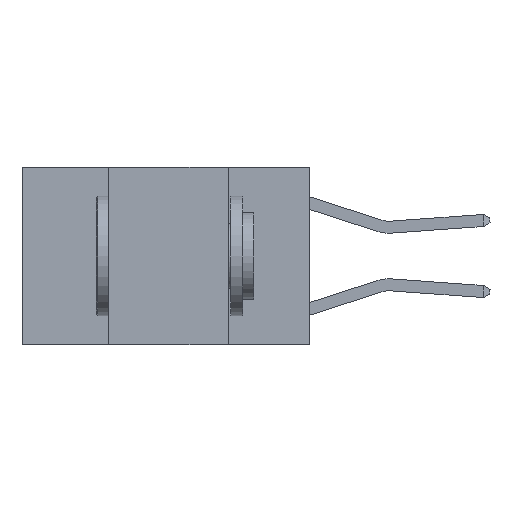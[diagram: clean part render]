
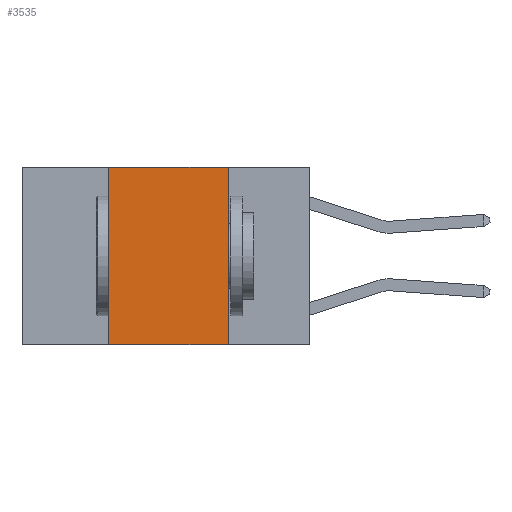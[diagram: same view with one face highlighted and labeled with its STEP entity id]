
A CAD part, left-side view. The second image highlights one B-rep face of the part: STEP entity #3535.
In plain terms, the highlighted planar face has unit normal (-1, 0, 0).
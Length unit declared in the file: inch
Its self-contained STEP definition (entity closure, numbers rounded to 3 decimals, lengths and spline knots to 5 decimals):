
#622 = EDGE_LOOP ( 'NONE', ( #4446, #4146, #4105, #2744 ) ) ;
#639 = DIRECTION ( 'NONE',  ( 0., -1., 0. ) ) ;
#1034 = PLANE ( 'NONE',  #4798 ) ;
#1469 = VERTEX_POINT ( 'NONE', #7991 ) ;
#1546 = LINE ( 'NONE', #2989, #7142 ) ;
#1676 = VECTOR ( 'NONE', #1815, 39.37008 ) ;
#1815 = DIRECTION ( 'NONE',  ( 0., -1., 0. ) ) ;
#1839 = CARTESIAN_POINT ( 'NONE',  ( 0., 0.6, 0. ) ) ;
#1852 = LINE ( 'NONE', #7122, #5514 ) ;
#1933 = LINE ( 'NONE', #2620, #1676 ) ;
#2390 = VECTOR ( 'NONE', #7499, 39.37008 ) ;
#2620 = CARTESIAN_POINT ( 'NONE',  ( 0., 0.6, -0.37 ) ) ;
#2744 = ORIENTED_EDGE ( 'NONE', *, *, #8248, .T. ) ;
#2989 = CARTESIAN_POINT ( 'NONE',  ( 0., 0.6, 0. ) ) ;
#3228 = CARTESIAN_POINT ( 'NONE',  ( 0., 0.17, 0. ) ) ;
#3379 = DIRECTION ( 'NONE',  ( 1., 0., 0. ) ) ;
#3473 = CARTESIAN_POINT ( 'NONE',  ( 0., 0.42, 0. ) ) ;
#3535 = ADVANCED_FACE ( 'NONE', ( #5666 ), #1034, .F. ) ;
#3625 = DIRECTION ( 'NONE',  ( 0., 0., 1. ) ) ;
#4105 = ORIENTED_EDGE ( 'NONE', *, *, #6267, .F. ) ;
#4146 = ORIENTED_EDGE ( 'NONE', *, *, #8522, .F. ) ;
#4382 = LINE ( 'NONE', #3228, #2390 ) ;
#4446 = ORIENTED_EDGE ( 'NONE', *, *, #4605, .F. ) ;
#4605 = EDGE_CURVE ( 'NONE', #1469, #5940, #4382, .T. ) ;
#4798 = AXIS2_PLACEMENT_3D ( 'NONE', #1839, #3379, #7642 ) ;
#5497 = VERTEX_POINT ( 'NONE', #3473 ) ;
#5514 = VECTOR ( 'NONE', #3625, 39.37008 ) ;
#5666 = FACE_OUTER_BOUND ( 'NONE', #622, .T. ) ;
#5940 = VERTEX_POINT ( 'NONE', #8188 ) ;
#6267 = EDGE_CURVE ( 'NONE', #9190, #5497, #1852, .T. ) ;
#7122 = CARTESIAN_POINT ( 'NONE',  ( 0., 0.42, 0. ) ) ;
#7142 = VECTOR ( 'NONE', #639, 39.37008 ) ;
#7499 = DIRECTION ( 'NONE',  ( 0., 0., -1. ) ) ;
#7642 = DIRECTION ( 'NONE',  ( 0., 0., -1. ) ) ;
#7991 = CARTESIAN_POINT ( 'NONE',  ( 0., 0.17, 0. ) ) ;
#8188 = CARTESIAN_POINT ( 'NONE',  ( 0., 0.17, -0.37 ) ) ;
#8248 = EDGE_CURVE ( 'NONE', #9190, #5940, #1933, .T. ) ;
#8522 = EDGE_CURVE ( 'NONE', #5497, #1469, #1546, .T. ) ;
#9138 = CARTESIAN_POINT ( 'NONE',  ( 0., 0.42, -0.37 ) ) ;
#9190 = VERTEX_POINT ( 'NONE', #9138 ) ;
